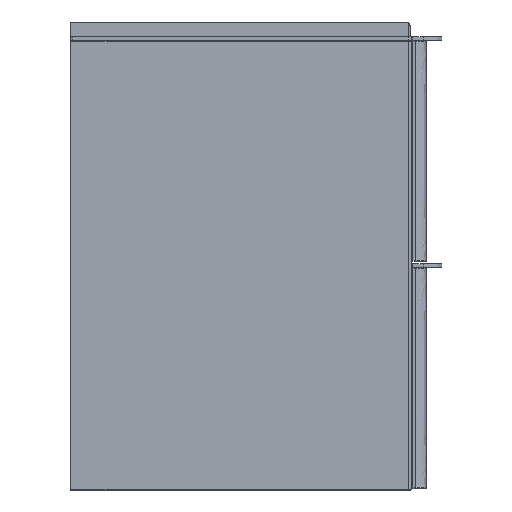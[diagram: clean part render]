
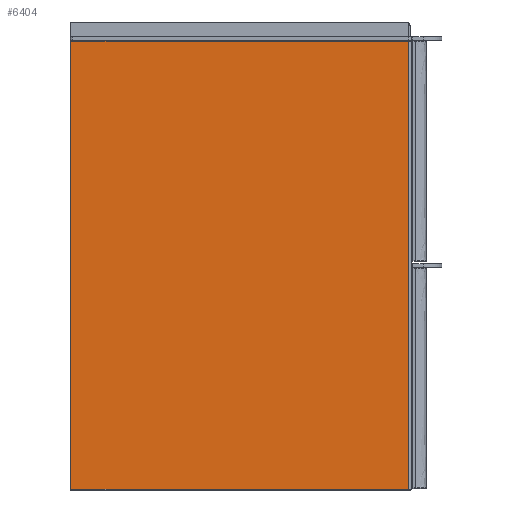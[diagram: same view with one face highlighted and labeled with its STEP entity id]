
A CAD part, front view. The second image highlights one B-rep face of the part: STEP entity #6404.
In plain terms, the highlighted planar face has unit normal (0, -1, 0).
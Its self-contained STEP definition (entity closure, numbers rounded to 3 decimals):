
#6236=CARTESIAN_POINT('Line Origine',(452.,-490.,600.)) ;
#6240=CARTESIAN_POINT('Vertex',(452.,-490.,1.)) ;
#6242=CARTESIAN_POINT('Vertex',(452.,-490.,599.)) ;
#6288=CARTESIAN_POINT('Vertex',(1.,-490.,1.)) ;
#6291=CARTESIAN_POINT('Line Origine',(455.,-490.,1.)) ;
#6328=CARTESIAN_POINT('Vertex',(1.,-490.,599.)) ;
#6331=CARTESIAN_POINT('Line Origine',(1.,-490.,0.)) ;
#6381=CARTESIAN_POINT('Line Origine',(0.,-490.,599.)) ;
#6393=CARTESIAN_POINT('Axis2P3D Location',(455.,-490.,0.)) ;
#6238=VECTOR('Line Direction',#6237,1.) ;
#6293=VECTOR('Line Direction',#6292,1.) ;
#6333=VECTOR('Line Direction',#6332,1.) ;
#6383=VECTOR('Line Direction',#6382,1.) ;
#6237=DIRECTION('Vector Direction',(0.,0.,1.)) ;
#6292=DIRECTION('Vector Direction',(1.,0.,0.)) ;
#6332=DIRECTION('Vector Direction',(0.,0.,-1.)) ;
#6382=DIRECTION('Vector Direction',(-1.,0.,0.)) ;
#6394=DIRECTION('Axis2P3D Direction',(0.,1.,0.)) ;
#6395=DIRECTION('Axis2P3D XDirection',(-1.,0.,0.)) ;
#6396=AXIS2_PLACEMENT_3D('Plane Axis2P3D',#6393,#6394,#6395) ;
#6239=LINE('Line',#6236,#6238) ;
#6294=LINE('Line',#6291,#6293) ;
#6334=LINE('Line',#6331,#6333) ;
#6384=LINE('Line',#6381,#6383) ;
#6397=PLANE('',#6396) ;
#6244=EDGE_CURVE('',#6241,#6243,#6239,.T.) ;
#6295=EDGE_CURVE('',#6289,#6241,#6294,.T.) ;
#6335=EDGE_CURVE('',#6329,#6289,#6334,.T.) ;
#6385=EDGE_CURVE('',#6243,#6329,#6384,.T.) ;
#6399=ORIENTED_EDGE('',*,*,#6335,.T.) ;
#6400=ORIENTED_EDGE('',*,*,#6295,.T.) ;
#6401=ORIENTED_EDGE('',*,*,#6244,.T.) ;
#6402=ORIENTED_EDGE('',*,*,#6385,.T.) ;
#6398=EDGE_LOOP('',(#6399,#6400,#6401,#6402)) ;
#6241=VERTEX_POINT('',#6240) ;
#6243=VERTEX_POINT('',#6242) ;
#6289=VERTEX_POINT('',#6288) ;
#6329=VERTEX_POINT('',#6328) ;
#6404=ADVANCED_FACE('FUE_Template_Product.1|WXTR_Seite links.1|WXTR_Seite links_3sh-HG-00145089_A.1|Befestigung Schattenfuge',(#6403),#6397,.F.) ;
#6403=FACE_OUTER_BOUND('',#6398,.T.) ;
